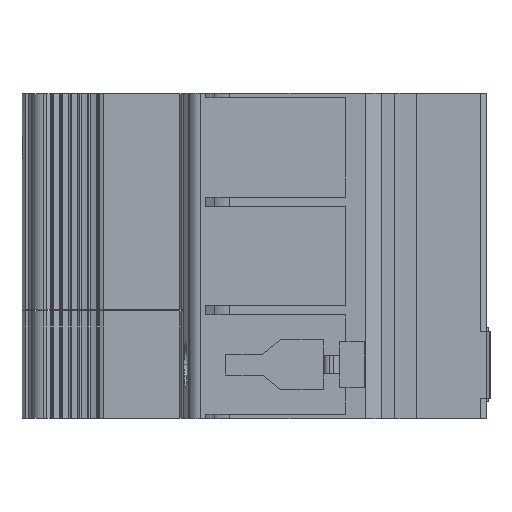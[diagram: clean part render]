
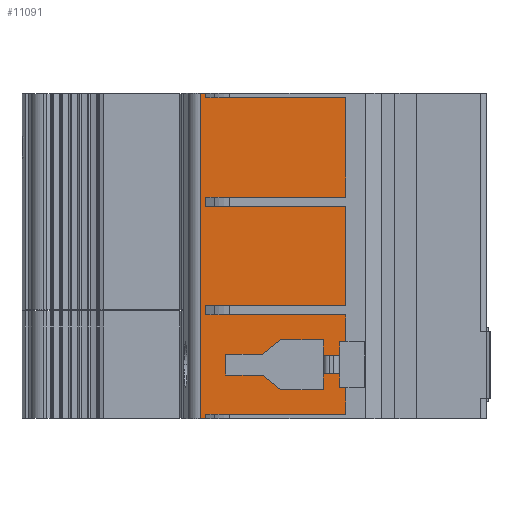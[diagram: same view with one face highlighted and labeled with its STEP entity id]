
A CAD part, front view. The second image highlights one B-rep face of the part: STEP entity #11091.
In plain terms, the highlighted planar face has unit normal (0, -1, 0).
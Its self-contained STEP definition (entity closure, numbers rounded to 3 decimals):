
#1=DIRECTION('',(1.,0.,0.));
#2=VECTOR('',#1,0.85);
#3=CARTESIAN_POINT('',(-40.15,-42.5,-8.9));
#4=LINE('',#3,#2);
#242=DIRECTION('',(0.,0.,-1.));
#243=VECTOR('',#242,0.75);
#244=CARTESIAN_POINT('',(-39.3,-42.5,44.5));
#245=LINE('',#244,#243);
#246=DIRECTION('',(1.,0.,0.));
#247=VECTOR('',#246,23.);
#248=CARTESIAN_POINT('',(-39.3,-42.5,43.75));
#249=LINE('',#248,#247);
#250=DIRECTION('',(-1.,0.,0.));
#251=VECTOR('',#250,23.);
#252=CARTESIAN_POINT('',(-16.3,-42.5,27.45));
#253=LINE('',#252,#251);
#254=DIRECTION('',(1.,0.,0.));
#255=VECTOR('',#254,23.);
#256=CARTESIAN_POINT('',(-39.3,-42.5,25.95));
#257=LINE('',#256,#255);
#258=DIRECTION('',(-1.,0.,0.));
#259=VECTOR('',#258,23.);
#260=CARTESIAN_POINT('',(-16.3,-42.5,9.65));
#261=LINE('',#260,#259);
#262=DIRECTION('',(1.,0.,0.));
#263=VECTOR('',#262,23.);
#264=CARTESIAN_POINT('',(-39.3,-42.5,8.15));
#265=LINE('',#264,#263);
#266=DIRECTION('',(-1.,0.,0.));
#267=VECTOR('',#266,1.);
#268=CARTESIAN_POINT('',(-16.3,-42.5,3.75));
#269=LINE('',#268,#267);
#270=DIRECTION('',(0.,0.,-1.));
#271=VECTOR('',#270,2.25);
#272=CARTESIAN_POINT('',(-17.3,-42.5,3.75));
#273=LINE('',#272,#271);
#274=DIRECTION('',(-1.,0.,0.));
#275=VECTOR('',#274,2.7);
#276=CARTESIAN_POINT('',(-17.3,-42.5,1.5));
#277=LINE('',#276,#275);
#278=DIRECTION('',(0.,0.,1.));
#279=VECTOR('',#278,2.6);
#280=CARTESIAN_POINT('',(-20.,-42.5,1.5));
#281=LINE('',#280,#279);
#282=DIRECTION('',(-1.,0.,0.));
#283=VECTOR('',#282,7.);
#284=CARTESIAN_POINT('',(-20.,-42.5,4.1));
#285=LINE('',#284,#283);
#286=DIRECTION('',(-0.781,0.,-0.625));
#287=VECTOR('',#286,3.842);
#288=CARTESIAN_POINT('',(-27.,-42.5,4.1));
#289=LINE('',#288,#287);
#290=DIRECTION('',(-1.,0.,0.));
#291=VECTOR('',#290,6.);
#292=CARTESIAN_POINT('',(-30.,-42.5,1.7));
#293=LINE('',#292,#291);
#294=DIRECTION('',(1.,0.,0.));
#295=VECTOR('',#294,6.);
#296=CARTESIAN_POINT('',(-36.,-42.5,-1.7));
#297=LINE('',#296,#295);
#298=DIRECTION('',(0.781,0.,-0.625));
#299=VECTOR('',#298,3.842);
#300=CARTESIAN_POINT('',(-30.,-42.5,-1.7));
#301=LINE('',#300,#299);
#302=DIRECTION('',(1.,0.,0.));
#303=VECTOR('',#302,7.);
#304=CARTESIAN_POINT('',(-27.,-42.5,-4.1));
#305=LINE('',#304,#303);
#306=DIRECTION('',(0.,0.,1.));
#307=VECTOR('',#306,2.6);
#308=CARTESIAN_POINT('',(-20.,-42.5,-4.1));
#309=LINE('',#308,#307);
#310=DIRECTION('',(1.,0.,0.));
#311=VECTOR('',#310,2.7);
#312=CARTESIAN_POINT('',(-20.,-42.5,-1.5));
#313=LINE('',#312,#311);
#314=DIRECTION('',(0.,0.,-1.));
#315=VECTOR('',#314,2.25);
#316=CARTESIAN_POINT('',(-17.3,-42.5,-1.5));
#317=LINE('',#316,#315);
#318=DIRECTION('',(-1.,0.,0.));
#319=VECTOR('',#318,1.);
#320=CARTESIAN_POINT('',(-16.3,-42.5,-3.75));
#321=LINE('',#320,#319);
#322=DIRECTION('',(-1.,0.,0.));
#323=VECTOR('',#322,23.);
#324=CARTESIAN_POINT('',(-16.3,-42.5,-8.15));
#325=LINE('',#324,#323);
#326=DIRECTION('',(0.,0.,1.));
#327=VECTOR('',#326,0.75);
#328=CARTESIAN_POINT('',(-39.3,-42.5,-8.9));
#329=LINE('',#328,#327);
#334=DIRECTION('',(0.,0.,-1.));
#335=VECTOR('',#334,53.4);
#336=CARTESIAN_POINT('',(-40.15,-42.5,44.5));
#337=LINE('',#336,#335);
#619=DIRECTION('',(0.,0.,1.));
#620=VECTOR('',#619,3.4);
#621=CARTESIAN_POINT('',(-36.,-42.5,-1.7));
#622=LINE('',#621,#620);
#812=DIRECTION('',(0.,0.,1.));
#813=VECTOR('',#812,4.4);
#814=CARTESIAN_POINT('',(-16.3,-42.5,3.75));
#815=LINE('',#814,#813);
#820=DIRECTION('',(0.,0.,1.));
#821=VECTOR('',#820,4.4);
#822=CARTESIAN_POINT('',(-16.3,-42.5,-8.15));
#823=LINE('',#822,#821);
#1941=DIRECTION('',(1.,0.,0.));
#1942=VECTOR('',#1941,0.85);
#1943=CARTESIAN_POINT('',(-40.15,-42.5,44.5));
#1944=LINE('',#1943,#1942);
#2225=DIRECTION('',(0.,0.,1.));
#2226=VECTOR('',#2225,1.5);
#2227=CARTESIAN_POINT('',(-39.3,-42.5,25.95));
#2228=LINE('',#2227,#2226);
#7821=DIRECTION('',(0.,0.,1.));
#7822=VECTOR('',#7821,16.3);
#7823=CARTESIAN_POINT('',(-16.3,-42.5,27.45));
#7824=LINE('',#7823,#7822);
#7945=DIRECTION('',(0.,0.,1.));
#7946=VECTOR('',#7945,16.3);
#7947=CARTESIAN_POINT('',(-16.3,-42.5,9.65));
#7948=LINE('',#7947,#7946);
#7961=DIRECTION('',(0.,0.,1.));
#7962=VECTOR('',#7961,1.5);
#7963=CARTESIAN_POINT('',(-39.3,-42.5,8.15));
#7964=LINE('',#7963,#7962);
#8395=CARTESIAN_POINT('',(-40.15,-42.5,-8.9));
#8396=VERTEX_POINT('',#8395);
#8601=CARTESIAN_POINT('',(-16.3,-42.5,-3.75));
#8602=CARTESIAN_POINT('',(-17.3,-42.5,-3.75));
#8603=VERTEX_POINT('',#8601);
#8604=VERTEX_POINT('',#8602);
#8605=CARTESIAN_POINT('',(-16.3,-42.5,3.75));
#8606=CARTESIAN_POINT('',(-17.3,-42.5,3.75));
#8607=VERTEX_POINT('',#8605);
#8608=VERTEX_POINT('',#8606);
#8609=CARTESIAN_POINT('',(-17.3,-42.5,1.5));
#8610=VERTEX_POINT('',#8609);
#8611=CARTESIAN_POINT('',(-20.,-42.5,1.5));
#8612=VERTEX_POINT('',#8611);
#8613=CARTESIAN_POINT('',(-20.,-42.5,4.1));
#8614=VERTEX_POINT('',#8613);
#8615=CARTESIAN_POINT('',(-20.,-42.5,-4.1));
#8616=CARTESIAN_POINT('',(-20.,-42.5,-1.5));
#8617=VERTEX_POINT('',#8615);
#8618=VERTEX_POINT('',#8616);
#8619=CARTESIAN_POINT('',(-17.3,-42.5,-1.5));
#8620=VERTEX_POINT('',#8619);
#8637=CARTESIAN_POINT('',(-27.,-42.5,4.1));
#8638=VERTEX_POINT('',#8637);
#8639=CARTESIAN_POINT('',(-27.,-42.5,-4.1));
#8640=VERTEX_POINT('',#8639);
#8649=CARTESIAN_POINT('',(-30.,-42.5,1.7));
#8650=VERTEX_POINT('',#8649);
#8651=CARTESIAN_POINT('',(-36.,-42.5,1.7));
#8652=VERTEX_POINT('',#8651);
#8653=CARTESIAN_POINT('',(-36.,-42.5,-1.7));
#8654=CARTESIAN_POINT('',(-30.,-42.5,-1.7));
#8655=VERTEX_POINT('',#8653);
#8656=VERTEX_POINT('',#8654);
#9853=CARTESIAN_POINT('',(-40.15,-42.5,44.5));
#9854=VERTEX_POINT('',#9853);
#10711=CARTESIAN_POINT('',(-39.3,-42.5,8.15));
#10712=CARTESIAN_POINT('',(-16.3,-42.5,8.15));
#10713=VERTEX_POINT('',#10711);
#10714=VERTEX_POINT('',#10712);
#10747=CARTESIAN_POINT('',(-16.3,-42.5,-8.15));
#10748=CARTESIAN_POINT('',(-39.3,-42.5,-8.15));
#10749=VERTEX_POINT('',#10747);
#10750=VERTEX_POINT('',#10748);
#10751=CARTESIAN_POINT('',(-39.3,-42.5,-8.9));
#10752=VERTEX_POINT('',#10751);
#10775=CARTESIAN_POINT('',(-39.3,-42.5,25.95));
#10776=CARTESIAN_POINT('',(-16.3,-42.5,25.95));
#10777=VERTEX_POINT('',#10775);
#10778=VERTEX_POINT('',#10776);
#10801=CARTESIAN_POINT('',(-16.3,-42.5,9.65));
#10802=CARTESIAN_POINT('',(-39.3,-42.5,9.65));
#10803=VERTEX_POINT('',#10801);
#10804=VERTEX_POINT('',#10802);
#10837=CARTESIAN_POINT('',(-39.3,-42.5,43.75));
#10838=CARTESIAN_POINT('',(-16.3,-42.5,43.75));
#10839=VERTEX_POINT('',#10837);
#10840=VERTEX_POINT('',#10838);
#10843=CARTESIAN_POINT('',(-39.3,-42.5,44.5));
#10844=VERTEX_POINT('',#10843);
#10865=CARTESIAN_POINT('',(-16.3,-42.5,27.45));
#10866=CARTESIAN_POINT('',(-39.3,-42.5,27.45));
#10867=VERTEX_POINT('',#10865);
#10868=VERTEX_POINT('',#10866);
#11021=CARTESIAN_POINT('',(-40.15,-42.5,-8.9));
#11022=DIRECTION('',(0.,-1.,0.));
#11023=DIRECTION('',(1.,0.,0.));
#11024=AXIS2_PLACEMENT_3D('',#11021,#11022,#11023);
#11025=PLANE('',#11024);
#11027=ORIENTED_EDGE('',*,*,#11026,.F.);
#11029=ORIENTED_EDGE('',*,*,#11028,.T.);
#11031=ORIENTED_EDGE('',*,*,#11030,.T.);
#11033=ORIENTED_EDGE('',*,*,#11032,.T.);
#11035=ORIENTED_EDGE('',*,*,#11034,.F.);
#11037=ORIENTED_EDGE('',*,*,#11036,.T.);
#11039=ORIENTED_EDGE('',*,*,#11038,.F.);
#11041=ORIENTED_EDGE('',*,*,#11040,.T.);
#11043=ORIENTED_EDGE('',*,*,#11042,.F.);
#11045=ORIENTED_EDGE('',*,*,#11044,.T.);
#11047=ORIENTED_EDGE('',*,*,#11046,.F.);
#11049=ORIENTED_EDGE('',*,*,#11048,.T.);
#11051=ORIENTED_EDGE('',*,*,#11050,.F.);
#11053=ORIENTED_EDGE('',*,*,#11052,.T.);
#11055=ORIENTED_EDGE('',*,*,#11054,.T.);
#11057=ORIENTED_EDGE('',*,*,#11056,.T.);
#11059=ORIENTED_EDGE('',*,*,#11058,.T.);
#11061=ORIENTED_EDGE('',*,*,#11060,.T.);
#11063=ORIENTED_EDGE('',*,*,#11062,.T.);
#11065=ORIENTED_EDGE('',*,*,#11064,.T.);
#11067=ORIENTED_EDGE('',*,*,#11066,.F.);
#11069=ORIENTED_EDGE('',*,*,#11068,.T.);
#11071=ORIENTED_EDGE('',*,*,#11070,.T.);
#11073=ORIENTED_EDGE('',*,*,#11072,.T.);
#11075=ORIENTED_EDGE('',*,*,#11074,.T.);
#11077=ORIENTED_EDGE('',*,*,#11076,.T.);
#11079=ORIENTED_EDGE('',*,*,#11078,.T.);
#11081=ORIENTED_EDGE('',*,*,#11080,.F.);
#11083=ORIENTED_EDGE('',*,*,#11082,.F.);
#11085=ORIENTED_EDGE('',*,*,#11084,.T.);
#11087=ORIENTED_EDGE('',*,*,#11086,.F.);
#11088=ORIENTED_EDGE('',*,*,#10898,.F.);
#11089=EDGE_LOOP('',(#11027,#11029,#11031,#11033,#11035,#11037,#11039,#11041,
#11043,#11045,#11047,#11049,#11051,#11053,#11055,#11057,#11059,#11061,#11063,
#11065,#11067,#11069,#11071,#11073,#11075,#11077,#11079,#11081,#11083,#11085,
#11087,#11088));
#11090=FACE_OUTER_BOUND('',#11089,.F.);
#11091=ADVANCED_FACE('',(#11090),#11025,.T.);
#10898=EDGE_CURVE('',#8396,#10752,#4,.T.);
#11026=EDGE_CURVE('',#9854,#8396,#337,.T.);
#11028=EDGE_CURVE('',#9854,#10844,#1944,.T.);
#11030=EDGE_CURVE('',#10844,#10839,#245,.T.);
#11032=EDGE_CURVE('',#10839,#10840,#249,.T.);
#11034=EDGE_CURVE('',#10867,#10840,#7824,.T.);
#11036=EDGE_CURVE('',#10867,#10868,#253,.T.);
#11038=EDGE_CURVE('',#10777,#10868,#2228,.T.);
#11040=EDGE_CURVE('',#10777,#10778,#257,.T.);
#11042=EDGE_CURVE('',#10803,#10778,#7948,.T.);
#11044=EDGE_CURVE('',#10803,#10804,#261,.T.);
#11046=EDGE_CURVE('',#10713,#10804,#7964,.T.);
#11048=EDGE_CURVE('',#10713,#10714,#265,.T.);
#11050=EDGE_CURVE('',#8607,#10714,#815,.T.);
#11052=EDGE_CURVE('',#8607,#8608,#269,.T.);
#11054=EDGE_CURVE('',#8608,#8610,#273,.T.);
#11056=EDGE_CURVE('',#8610,#8612,#277,.T.);
#11058=EDGE_CURVE('',#8612,#8614,#281,.T.);
#11060=EDGE_CURVE('',#8614,#8638,#285,.T.);
#11062=EDGE_CURVE('',#8638,#8650,#289,.T.);
#11064=EDGE_CURVE('',#8650,#8652,#293,.T.);
#11066=EDGE_CURVE('',#8655,#8652,#622,.T.);
#11068=EDGE_CURVE('',#8655,#8656,#297,.T.);
#11070=EDGE_CURVE('',#8656,#8640,#301,.T.);
#11072=EDGE_CURVE('',#8640,#8617,#305,.T.);
#11074=EDGE_CURVE('',#8617,#8618,#309,.T.);
#11076=EDGE_CURVE('',#8618,#8620,#313,.T.);
#11078=EDGE_CURVE('',#8620,#8604,#317,.T.);
#11080=EDGE_CURVE('',#8603,#8604,#321,.T.);
#11082=EDGE_CURVE('',#10749,#8603,#823,.T.);
#11084=EDGE_CURVE('',#10749,#10750,#325,.T.);
#11086=EDGE_CURVE('',#10752,#10750,#329,.T.);
